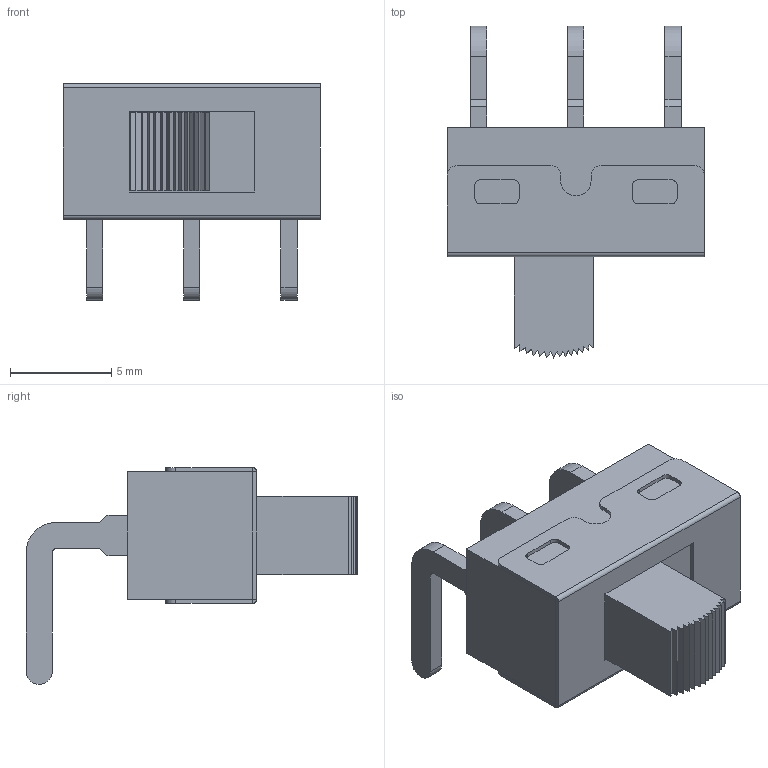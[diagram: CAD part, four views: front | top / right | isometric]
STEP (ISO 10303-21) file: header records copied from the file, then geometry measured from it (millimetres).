
FILE_DESCRIPTION(('FreeCAD Model'),'2;1');
FILE_NAME('Open CASCADE Shape Model','2025-03-10T15:57:05',(''),(''), 'Open CASCADE STEP processor 7.6','FreeCAD','Unknown');
FILE_SCHEMA(('AUTOMOTIVE_DESIGN { 1 0 10303 214 1 1 1 1 }'));
Length unit declared in the file: millimetre
Products named in the file (4): 0Qwf-U1-SW-TH_3P-P4.80_HX-SS12D10G5-WJ; COMPOUND018; COMPOUND016; COMPOUND017
Assembly tree (3 placements, depth 3):
  0Qwf-U1-SW-TH_3P-P4.80_HX-SS12D10G5-WJ
    COMPOUND018
      COMPOUND016
      COMPOUND017
Bounding box: 12.71 x 16.4 x 10.7 mm (x, y, z)
Volume: 638.2 mm3; surface area: 959.9 mm2
Topology: 2 solids, 2 shells, 375 faces, 1028 edges, 680 vertices
Faces by surface type: plane 237, bspline 98, cylinder 40
Entity records: 14534 total; most frequent: CARTESIAN_POINT 3393, ORIENTED_EDGE 2056, DIRECTION 1470, EDGE_CURVE 1028, LINE 748, VECTOR 748, VERTEX_POINT 680, FACE_BOUND 408
